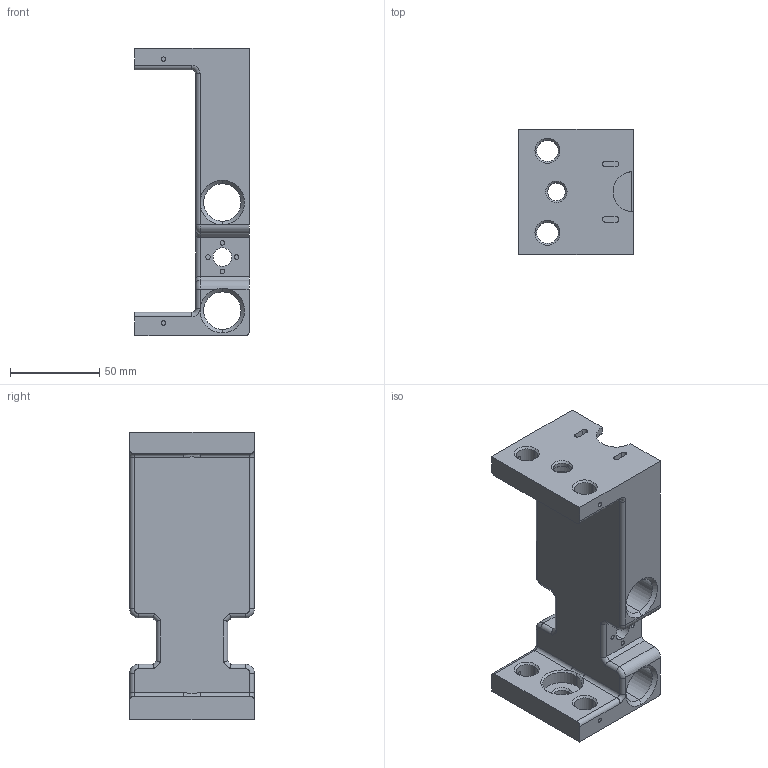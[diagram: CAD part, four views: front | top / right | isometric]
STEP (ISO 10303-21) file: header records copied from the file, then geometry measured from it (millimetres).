
FILE_DESCRIPTION (( 'STEP AP214' ), '1' );
FILE_NAME ('Z AXIS.STEP', '2019-07-23T14:33:24', ( '' ), ( '' ), 'SwSTEP 2.0', 'SolidWorks 2017', '' );
FILE_SCHEMA (( 'AUTOMOTIVE_DESIGN' ));
Length unit declared in the file: millimetre
Products named in the file (1): Z AXIS
Bounding box: 64 x 70 x 161 mm (x, y, z)
Volume: 251547.6 mm3; surface area: 61805.8 mm2
Topology: 1 solids, 1 shells, 195 faces, 477 edges, 286 vertices
Faces by surface type: cylinder 97, plane 43, cone 36, torus 13, sphere 4, bspline 2
Entity records: 6054 total; most frequent: CARTESIAN_POINT 1293, DIRECTION 1060, ORIENTED_EDGE 946, EDGE_CURVE 473, AXIS2_PLACEMENT_3D 417, VERTEX_POINT 286, EDGE_LOOP 231, VECTOR 226
